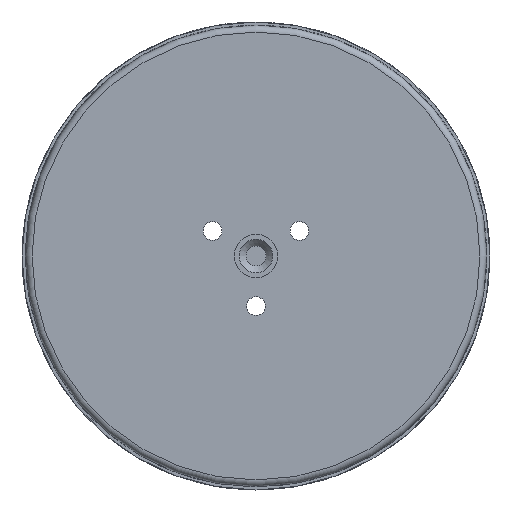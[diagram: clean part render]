
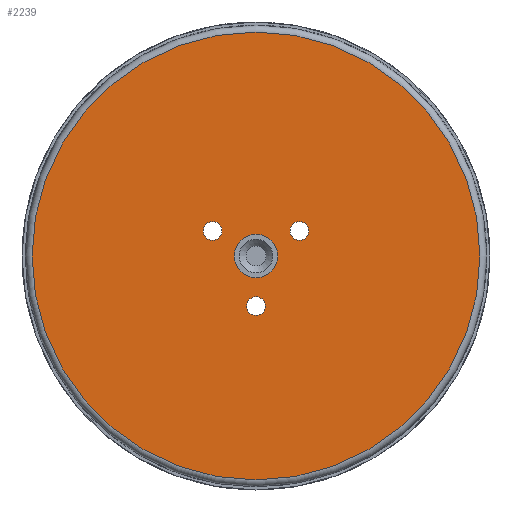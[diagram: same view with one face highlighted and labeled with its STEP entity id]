
A CAD part, front view. The second image highlights one B-rep face of the part: STEP entity #2239.
In plain terms, the highlighted planar face has unit normal (0, -1, 0).
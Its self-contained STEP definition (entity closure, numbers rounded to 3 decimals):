
#44=PLANE('',#2419);
#75=FACE_BOUND('',#405,.T.);
#76=FACE_BOUND('',#406,.T.);
#77=FACE_BOUND('',#407,.T.);
#78=FACE_BOUND('',#408,.T.);
#274=FACE_OUTER_BOUND('',#404,.T.);
#404=EDGE_LOOP('',(#1704));
#405=EDGE_LOOP('',(#1705));
#406=EDGE_LOOP('',(#1706));
#407=EDGE_LOOP('',(#1707));
#408=EDGE_LOOP('',(#1708));
#780=CIRCLE('',#2397,33.5);
#801=CIRCLE('',#2420,1.4);
#802=CIRCLE('',#2421,1.4);
#803=CIRCLE('',#2422,1.4);
#804=CIRCLE('',#2423,3.25);
#996=VERTEX_POINT('',#4846);
#1016=VERTEX_POINT('',#4890);
#1017=VERTEX_POINT('',#4892);
#1018=VERTEX_POINT('',#4894);
#1019=VERTEX_POINT('',#4896);
#1276=EDGE_CURVE('',#996,#996,#780,.T.);
#1298=EDGE_CURVE('',#1016,#1016,#801,.T.);
#1299=EDGE_CURVE('',#1017,#1017,#802,.T.);
#1300=EDGE_CURVE('',#1018,#1018,#803,.T.);
#1301=EDGE_CURVE('',#1019,#1019,#804,.T.);
#1704=ORIENTED_EDGE('',*,*,#1276,.F.);
#1705=ORIENTED_EDGE('',*,*,#1298,.T.);
#1706=ORIENTED_EDGE('',*,*,#1299,.T.);
#1707=ORIENTED_EDGE('',*,*,#1300,.T.);
#1708=ORIENTED_EDGE('',*,*,#1301,.T.);
#2239=ADVANCED_FACE('',(#274,#75,#76,#77,#78),#44,.F.);
#2397=AXIS2_PLACEMENT_3D('',#4847,#2576,#2577);
#2419=AXIS2_PLACEMENT_3D('',#4889,#2621,#2622);
#2420=AXIS2_PLACEMENT_3D('',#4891,#2623,#2624);
#2421=AXIS2_PLACEMENT_3D('',#4893,#2625,#2626);
#2422=AXIS2_PLACEMENT_3D('',#4895,#2627,#2628);
#2423=AXIS2_PLACEMENT_3D('',#4897,#2629,#2630);
#2576=DIRECTION('center_axis',(0.,1.,0.));
#2577=DIRECTION('ref_axis',(1.,0.,0.));
#2621=DIRECTION('center_axis',(0.,1.,0.));
#2622=DIRECTION('ref_axis',(0.,0.,1.));
#2623=DIRECTION('center_axis',(0.,1.,0.));
#2624=DIRECTION('ref_axis',(-1.,0.,0.));
#2625=DIRECTION('center_axis',(0.,1.,0.));
#2626=DIRECTION('ref_axis',(-1.,0.,0.));
#2627=DIRECTION('center_axis',(0.,1.,0.));
#2628=DIRECTION('ref_axis',(-1.,0.,0.));
#2629=DIRECTION('center_axis',(0.,1.,0.));
#2630=DIRECTION('ref_axis',(-1.,0.,0.));
#4846=CARTESIAN_POINT('',(0.,7.5,33.5));
#4847=CARTESIAN_POINT('Origin',(0.,7.5,0.));
#4889=CARTESIAN_POINT('Origin',(0.,7.5,0.));
#4890=CARTESIAN_POINT('',(7.895,7.5,3.75));
#4891=CARTESIAN_POINT('Origin',(6.495,7.5,3.75));
#4892=CARTESIAN_POINT('',(1.4,7.5,-7.5));
#4893=CARTESIAN_POINT('Origin',(0.,7.5,-7.5));
#4894=CARTESIAN_POINT('',(-5.095,7.5,3.75));
#4895=CARTESIAN_POINT('Origin',(-6.495,7.5,3.75));
#4896=CARTESIAN_POINT('',(3.25,7.5,0.));
#4897=CARTESIAN_POINT('Origin',(0.,7.5,0.));
